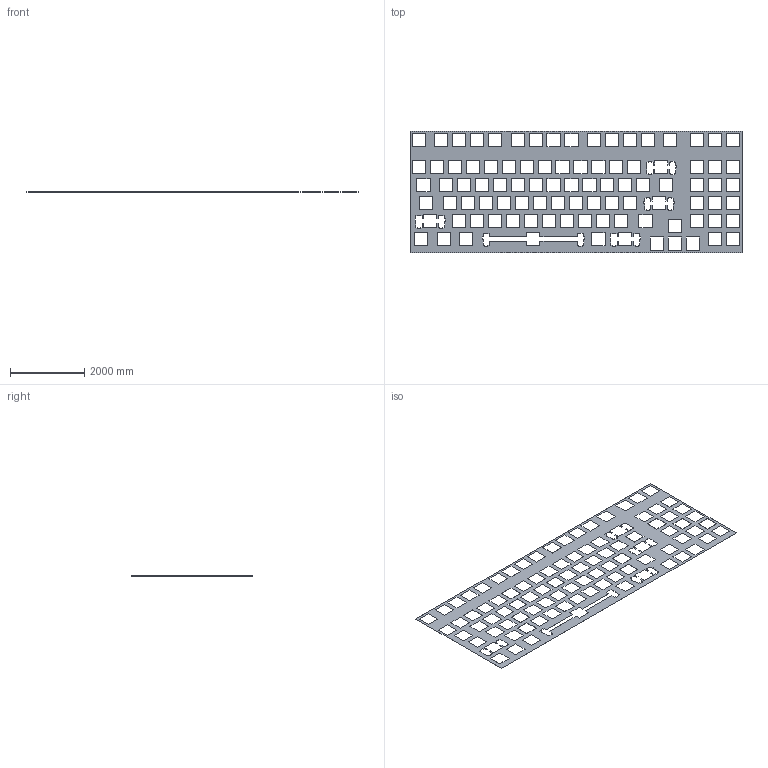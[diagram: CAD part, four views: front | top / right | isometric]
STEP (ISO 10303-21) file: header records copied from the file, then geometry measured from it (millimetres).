
FILE_DESCRIPTION (( 'STEP AP214' ), '1' );
FILE_NAME ('position plate.STEP', '2024-12-05T15:00:25', ( '' ), ( '' ), 'SwSTEP 2.0', 'SolidWorks 2024', '' );
FILE_SCHEMA (( 'AUTOMOTIVE_DESIGN' ));
Length unit declared in the file: millimetre
Products named in the file (1): position plate
Bounding box: 8951.59 x 3266.11 x 1 mm (x, y, z)
Volume: 16489173.3 mm3; surface area: 33149852.4 mm2
Topology: 1 solids, 1 shells, 582 faces, 1740 edges, 1160 vertices
Faces by surface type: plane 582
Entity records: 19563 total; most frequent: CARTESIAN_POINT 3483, ORIENTED_EDGE 3480, DIRECTION 2906, EDGE_CURVE 1740, VECTOR 1740, LINE 1740, VERTEX_POINT 1160, EDGE_LOOP 770
